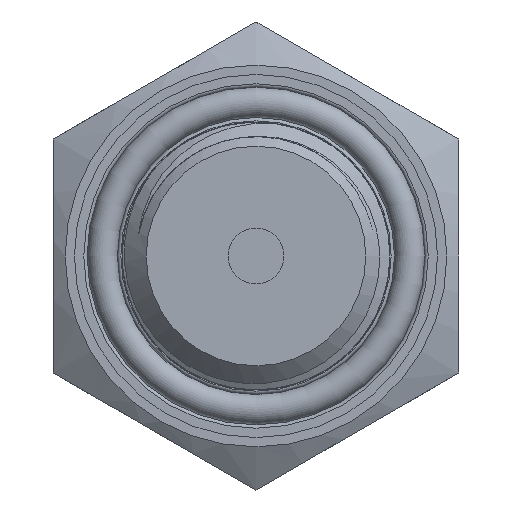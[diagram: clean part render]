
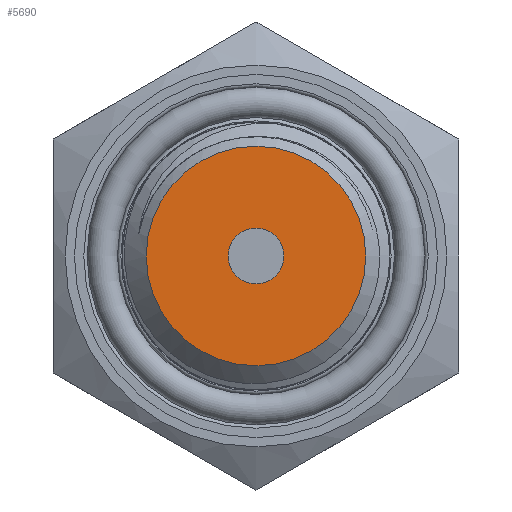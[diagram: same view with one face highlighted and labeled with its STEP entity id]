
A CAD part, left-side view. The second image highlights one B-rep face of the part: STEP entity #5690.
In plain terms, the highlighted planar face has unit normal (-1, 0, 0).
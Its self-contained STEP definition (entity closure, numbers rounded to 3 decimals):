
#314=FACE_BOUND('',#1017,.T.);
#350=PLANE('',#5902);
#663=FACE_OUTER_BOUND('',#1016,.T.);
#1016=EDGE_LOOP('',(#5189));
#1017=EDGE_LOOP('',(#5190));
#1102=CIRCLE('',#5883,6.5);
#1108=CIRCLE('',#5901,1.65);
#2704=VERTEX_POINT('',#13731);
#2712=VERTEX_POINT('',#14916);
#3525=EDGE_CURVE('',#2704,#2704,#1102,.T.);
#3547=EDGE_CURVE('',#2712,#2712,#1108,.T.);
#5189=ORIENTED_EDGE('',*,*,#3525,.T.);
#5190=ORIENTED_EDGE('',*,*,#3547,.T.);
#5690=ADVANCED_FACE('',(#663,#314),#350,.T.);
#5883=AXIS2_PLACEMENT_3D('',#13732,#6471,#6472);
#5901=AXIS2_PLACEMENT_3D('',#14918,#6516,#6517);
#5902=AXIS2_PLACEMENT_3D('',#14919,#6518,#6519);
#6471=DIRECTION('center_axis',(-1.,0.,0.));
#6472=DIRECTION('ref_axis',(0.,1.,0.));
#6516=DIRECTION('center_axis',(1.,0.,0.));
#6517=DIRECTION('ref_axis',(0.,0.,-1.));
#6518=DIRECTION('center_axis',(-1.,0.,0.));
#6519=DIRECTION('ref_axis',(0.,0.,1.));
#13731=CARTESIAN_POINT('',(0.,-6.5,0.));
#13732=CARTESIAN_POINT('Origin',(0.,0.,0.));
#14916=CARTESIAN_POINT('',(0.,-1.65,0.));
#14918=CARTESIAN_POINT('Origin',(0.,0.,0.));
#14919=CARTESIAN_POINT('Origin',(0.,8.,0.));
